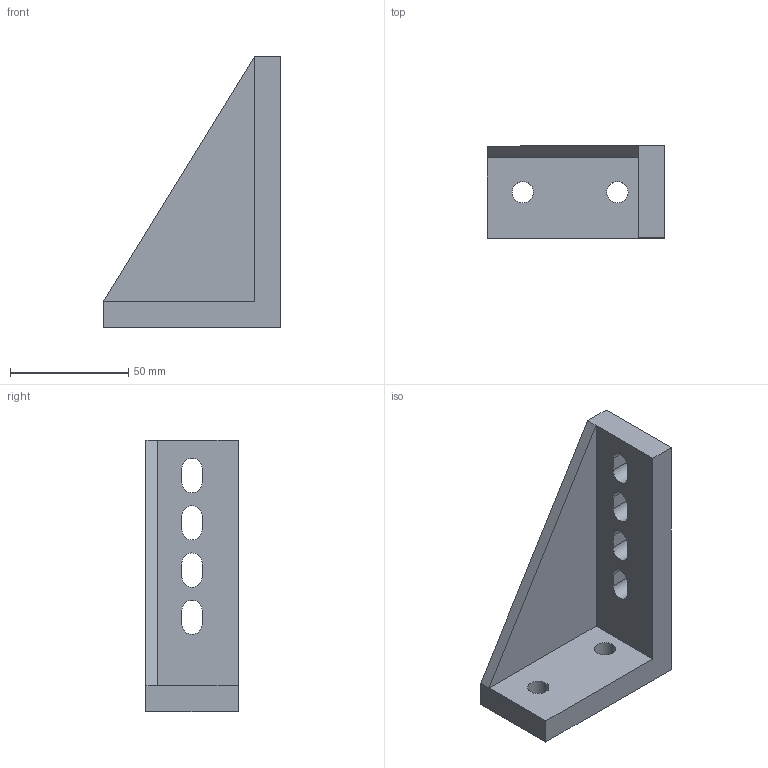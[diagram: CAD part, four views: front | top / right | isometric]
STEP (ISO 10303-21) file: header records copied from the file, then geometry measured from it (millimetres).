
FILE_DESCRIPTION(('STEP AP214'),'1');
FILE_NAME(' ',' ',('TraceParts'),('TraceParts S.A.'),'XStep 1.0',' ',' ');
FILE_SCHEMA(('automotive_design'));
Length unit declared in the file: millimetre
Products named in the file (1): 1
Bounding box: 75 x 39 x 115 mm (x, y, z)
Volume: 87290.6 mm3; surface area: 26393.1 mm2
Topology: 1 solids, 1 shells, 30 faces, 82 edges, 54 vertices
Faces by surface type: plane 18, cylinder 12
Entity records: 1922 total; most frequent: DIRECTION 168, STYLED_ITEM 167, PRESENTATION_STYLE_ASSIGNMENT 167, CARTESIAN_POINT 167, COLOUR_RGB 167, ORIENTED_EDGE 164, EDGE_CURVE 82, CURVE_STYLE 82
